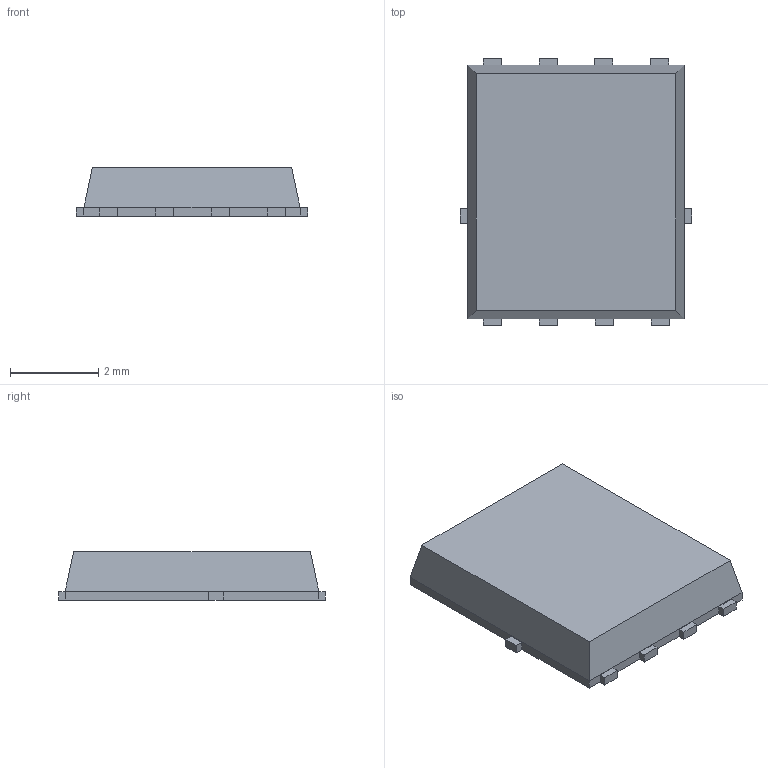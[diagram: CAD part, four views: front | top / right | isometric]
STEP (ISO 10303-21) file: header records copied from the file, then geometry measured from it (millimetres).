
FILE_DESCRIPTION(('FreeCAD Model'),'2;1');
FILE_NAME('Open CASCADE Shape Model','2023-04-14T08:24:36',( 'kicad StepUp'),('ksu MCAD'),'Open CASCADE STEP processor 7.6', 'FreeCAD','Unknown');
FILE_SCHEMA(('AUTOMOTIVE_DESIGN { 1 0 10303 214 1 1 1 1 }'));
Length unit declared in the file: millimetre
Products named in the file (1): G65P06D5
Bounding box: 5.26 x 6.05 x 1.11 mm (x, y, z)
Volume: 29.5 mm3; surface area: 77.7 mm2
Topology: 1 solids, 1 shells, 70 faces, 200 edges, 132 vertices
Faces by surface type: plane 70
Entity records: 2746 total; most frequent: CARTESIAN_POINT 403, ORIENTED_EDGE 400, DIRECTION 342, EDGE_CURVE 200, LINE 200, VECTOR 200, VERTEX_POINT 132, AXIS2_PLACEMENT_3D 71
